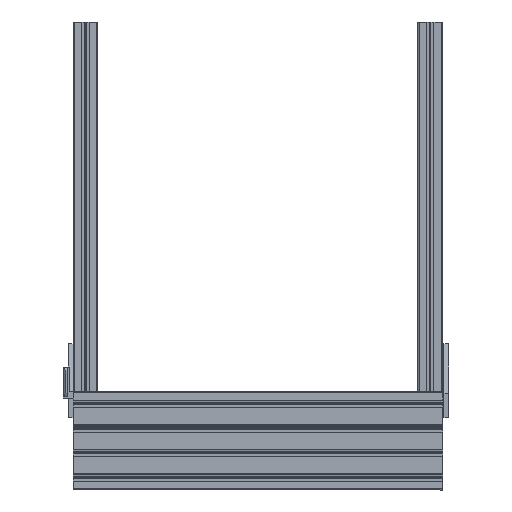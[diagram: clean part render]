
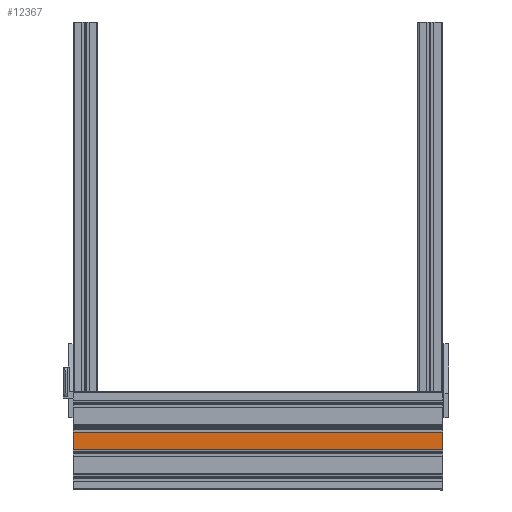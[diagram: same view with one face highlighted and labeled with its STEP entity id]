
A CAD part, left-side view. The second image highlights one B-rep face of the part: STEP entity #12367.
In plain terms, the highlighted planar face has unit normal (-1, 0, 0).
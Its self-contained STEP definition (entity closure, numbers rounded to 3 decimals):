
#429=FACE_OUTER_BOUND('',#1054,.T.);
#1054=EDGE_LOOP('',(#8370,#8371,#8372,#8373));
#1849=LINE('',#17444,#3554);
#1850=LINE('',#17447,#3555);
#1851=LINE('',#17449,#3556);
#1852=LINE('',#17450,#3557);
#3554=VECTOR('',#14130,10.);
#3555=VECTOR('',#14133,10.);
#3556=VECTOR('',#14134,10.);
#3557=VECTOR('',#14135,10.);
#5201=VERTEX_POINT('',#17440);
#5202=VERTEX_POINT('',#17442);
#5203=VERTEX_POINT('',#17446);
#5204=VERTEX_POINT('',#17448);
#6481=EDGE_CURVE('',#5201,#5202,#1849,.T.);
#6482=EDGE_CURVE('',#5203,#5201,#1850,.T.);
#6483=EDGE_CURVE('',#5204,#5202,#1851,.T.);
#6484=EDGE_CURVE('',#5203,#5204,#1852,.T.);
#8370=ORIENTED_EDGE('',*,*,#6482,.T.);
#8371=ORIENTED_EDGE('',*,*,#6481,.T.);
#8372=ORIENTED_EDGE('',*,*,#6483,.F.);
#8373=ORIENTED_EDGE('',*,*,#6484,.F.);
#11792=PLANE('',#13071);
#12367=ADVANCED_FACE('',(#429),#11792,.T.);
#13071=AXIS2_PLACEMENT_3D('',#17445,#14131,#14132);
#14130=DIRECTION('',(0.,0.,1.));
#14131=DIRECTION('center_axis',(-1.,0.,0.));
#14132=DIRECTION('ref_axis',(0.,-1.,0.));
#14133=DIRECTION('',(0.,-1.,0.));
#14134=DIRECTION('',(0.,-1.,0.));
#14135=DIRECTION('',(0.,0.,1.));
#17440=CARTESIAN_POINT('',(65.,103.,0.));
#17442=CARTESIAN_POINT('',(65.,103.,300.));
#17444=CARTESIAN_POINT('',(65.,103.,0.));
#17445=CARTESIAN_POINT('Origin',(65.,117.,0.));
#17446=CARTESIAN_POINT('',(65.,117.,0.));
#17447=CARTESIAN_POINT('',(65.,117.,0.));
#17448=CARTESIAN_POINT('',(65.,117.,300.));
#17449=CARTESIAN_POINT('',(65.,117.,300.));
#17450=CARTESIAN_POINT('',(65.,117.,0.));
